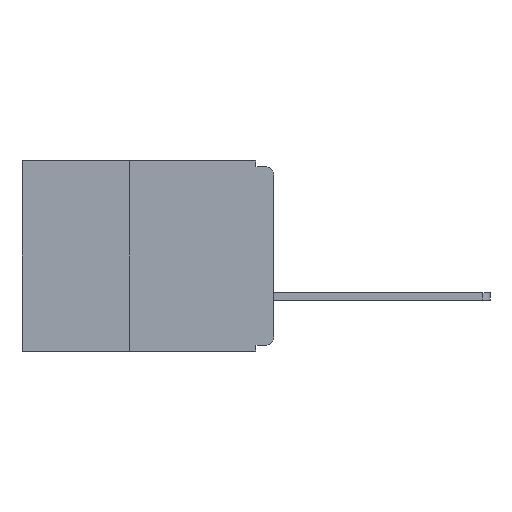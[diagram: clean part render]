
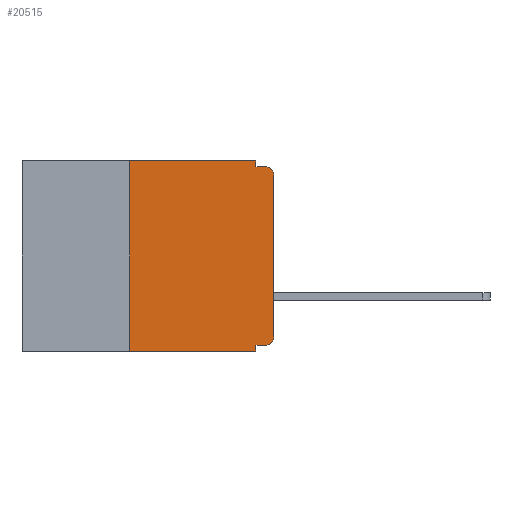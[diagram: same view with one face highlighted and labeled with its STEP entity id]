
A CAD part, left-side view. The second image highlights one B-rep face of the part: STEP entity #20515.
In plain terms, the highlighted planar face has unit normal (-1, 0, 0).
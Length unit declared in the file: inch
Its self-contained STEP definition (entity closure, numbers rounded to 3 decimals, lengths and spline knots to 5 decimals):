
#18 = EDGE_CURVE ( 'NONE', #23908, #5818, #16172, .T. ) ;
#28 = VERTEX_POINT ( 'NONE', #23966 ) ;
#240 = VERTEX_POINT ( 'NONE', #22041 ) ;
#902 = VECTOR ( 'NONE', #12735, 39.37008 ) ;
#1007 = EDGE_CURVE ( 'NONE', #28, #20996, #34158, .T. ) ;
#2111 = DIRECTION ( 'NONE',  ( 0., -1., 0. ) ) ;
#2600 = DIRECTION ( 'NONE',  ( 1., 0., 0. ) ) ;
#2605 = EDGE_CURVE ( 'NONE', #5818, #22864, #23953, .T. ) ;
#2737 = ORIENTED_EDGE ( 'NONE', *, *, #16336, .T. ) ;
#3326 = DIRECTION ( 'NONE',  ( 0., -1., 0. ) ) ;
#4038 = DIRECTION ( 'NONE',  ( 0., 0., 1. ) ) ;
#5041 = CARTESIAN_POINT ( 'NONE',  ( 0., 0., -0.305 ) ) ;
#5109 = LINE ( 'NONE', #34377, #10609 ) ;
#5818 = VERTEX_POINT ( 'NONE', #29913 ) ;
#6696 = CARTESIAN_POINT ( 'NONE',  ( 0., 0.015, -0.025 ) ) ;
#6743 = ORIENTED_EDGE ( 'NONE', *, *, #2605, .F. ) ;
#7149 = VECTOR ( 'NONE', #28464, 39.37008 ) ;
#7153 = DIRECTION ( 'NONE',  ( 0., 0., -1. ) ) ;
#7234 = VERTEX_POINT ( 'NONE', #24506 ) ;
#8415 = EDGE_CURVE ( 'NONE', #31674, #7234, #31807, .T. ) ;
#9064 = FACE_OUTER_BOUND ( 'NONE', #25341, .T. ) ;
#9453 = DIRECTION ( 'NONE',  ( 0., 0., -1. ) ) ;
#9680 = VECTOR ( 'NONE', #11850, 39.37008 ) ;
#10609 = VECTOR ( 'NONE', #2111, 39.37008 ) ;
#10690 = PLANE ( 'NONE',  #22138 ) ;
#10890 = EDGE_CURVE ( 'NONE', #28, #29201, #12728, .T. ) ;
#10991 = ORIENTED_EDGE ( 'NONE', *, *, #1007, .T. ) ;
#11667 = DIRECTION ( 'NONE',  ( 0., 1., 0. ) ) ;
#11811 = EDGE_CURVE ( 'NONE', #22864, #27956, #5109, .T. ) ;
#11828 = VECTOR ( 'NONE', #4038, 39.37008 ) ;
#11850 = DIRECTION ( 'NONE',  ( 0., 0., -1. ) ) ;
#11986 = CIRCLE ( 'NONE', #24155, 0.015 ) ;
#12367 = CARTESIAN_POINT ( 'NONE',  ( 0., 0.25, -0.33 ) ) ;
#12371 = ORIENTED_EDGE ( 'NONE', *, *, #8415, .T. ) ;
#12419 = CARTESIAN_POINT ( 'NONE',  ( 0., 0.031, 0. ) ) ;
#12728 = LINE ( 'NONE', #25059, #34161 ) ;
#12735 = DIRECTION ( 'NONE',  ( 0., -1., 0. ) ) ;
#13475 = LINE ( 'NONE', #12367, #7149 ) ;
#14791 = CARTESIAN_POINT ( 'NONE',  ( 0., 0., 0. ) ) ;
#14965 = DIRECTION ( 'NONE',  ( 0., 0., -1. ) ) ;
#15007 = DIRECTION ( 'NONE',  ( -1., 0., 0. ) ) ;
#16172 = LINE ( 'NONE', #16910, #902 ) ;
#16336 = EDGE_CURVE ( 'NONE', #20996, #240, #18985, .T. ) ;
#16910 = CARTESIAN_POINT ( 'NONE',  ( 0., 0.437, 0. ) ) ;
#18463 = ORIENTED_EDGE ( 'NONE', *, *, #22070, .F. ) ;
#18985 = LINE ( 'NONE', #14791, #11828 ) ;
#19539 = EDGE_CURVE ( 'NONE', #240, #27956, #11986, .T. ) ;
#20253 = CARTESIAN_POINT ( 'NONE',  ( 0., 0.031, -0.32 ) ) ;
#20515 = ADVANCED_FACE ( 'NONE', ( #9064 ), #10690, .F. ) ;
#20586 = CARTESIAN_POINT ( 'NONE',  ( 0., 0.031, -0.33 ) ) ;
#20996 = VERTEX_POINT ( 'NONE', #5041 ) ;
#21487 = DIRECTION ( 'NONE',  ( 0., 0., -1. ) ) ;
#21933 = ORIENTED_EDGE ( 'NONE', *, *, #25988, .F. ) ;
#22041 = CARTESIAN_POINT ( 'NONE',  ( 0., 0., -0.025 ) ) ;
#22070 = EDGE_CURVE ( 'NONE', #31674, #23908, #13475, .T. ) ;
#22138 = AXIS2_PLACEMENT_3D ( 'NONE', #26773, #2600, #21487 ) ;
#22184 = CARTESIAN_POINT ( 'NONE',  ( 0., 0.437, -0.33 ) ) ;
#22864 = VERTEX_POINT ( 'NONE', #23714 ) ;
#23714 = CARTESIAN_POINT ( 'NONE',  ( 0., 0.031, -0.01 ) ) ;
#23822 = VECTOR ( 'NONE', #3326, 39.37008 ) ;
#23908 = VERTEX_POINT ( 'NONE', #24812 ) ;
#23953 = LINE ( 'NONE', #12419, #9680 ) ;
#23966 = CARTESIAN_POINT ( 'NONE',  ( 0., 0.015, -0.32 ) ) ;
#24155 = AXIS2_PLACEMENT_3D ( 'NONE', #6696, #25529, #9453 ) ;
#24506 = CARTESIAN_POINT ( 'NONE',  ( 0., 0.031, -0.33 ) ) ;
#24812 = CARTESIAN_POINT ( 'NONE',  ( 0., 0.25, 0. ) ) ;
#25059 = CARTESIAN_POINT ( 'NONE',  ( 0., 0., -0.32 ) ) ;
#25311 = CARTESIAN_POINT ( 'NONE',  ( 0., 0.25, -0.33 ) ) ;
#25341 = EDGE_LOOP ( 'NONE', ( #2737, #31330, #27091, #6743, #29474, #18463, #12371, #21933, #30505, #10991 ) ) ;
#25529 = DIRECTION ( 'NONE',  ( -1., 0., 0. ) ) ;
#25606 = CARTESIAN_POINT ( 'NONE',  ( 0., 0.015, -0.01 ) ) ;
#25988 = EDGE_CURVE ( 'NONE', #29201, #7234, #34239, .T. ) ;
#26272 = VECTOR ( 'NONE', #7153, 39.37008 ) ;
#26530 = CARTESIAN_POINT ( 'NONE',  ( 0., 0.015, -0.305 ) ) ;
#26712 = AXIS2_PLACEMENT_3D ( 'NONE', #26530, #15007, #14965 ) ;
#26773 = CARTESIAN_POINT ( 'NONE',  ( 0., 0.437, 0. ) ) ;
#27091 = ORIENTED_EDGE ( 'NONE', *, *, #11811, .F. ) ;
#27956 = VERTEX_POINT ( 'NONE', #25606 ) ;
#28464 = DIRECTION ( 'NONE',  ( 0., 0., 1. ) ) ;
#29201 = VERTEX_POINT ( 'NONE', #20253 ) ;
#29474 = ORIENTED_EDGE ( 'NONE', *, *, #18, .F. ) ;
#29913 = CARTESIAN_POINT ( 'NONE',  ( 0., 0.031, 0. ) ) ;
#30505 = ORIENTED_EDGE ( 'NONE', *, *, #10890, .F. ) ;
#31330 = ORIENTED_EDGE ( 'NONE', *, *, #19539, .T. ) ;
#31674 = VERTEX_POINT ( 'NONE', #25311 ) ;
#31807 = LINE ( 'NONE', #22184, #23822 ) ;
#34158 = CIRCLE ( 'NONE', #26712, 0.015 ) ;
#34161 = VECTOR ( 'NONE', #11667, 39.37008 ) ;
#34239 = LINE ( 'NONE', #20586, #26272 ) ;
#34377 = CARTESIAN_POINT ( 'NONE',  ( 0., 0., -0.01 ) ) ;
